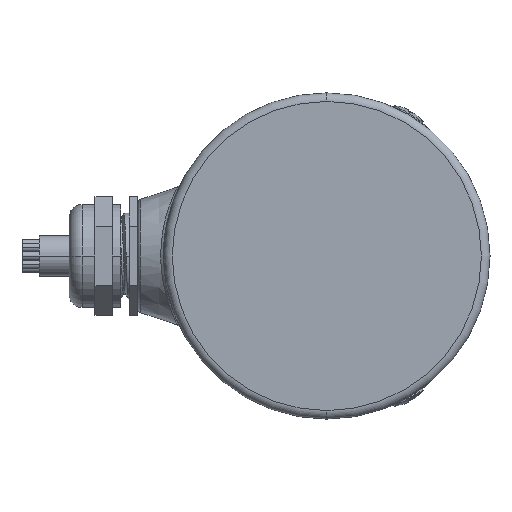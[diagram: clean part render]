
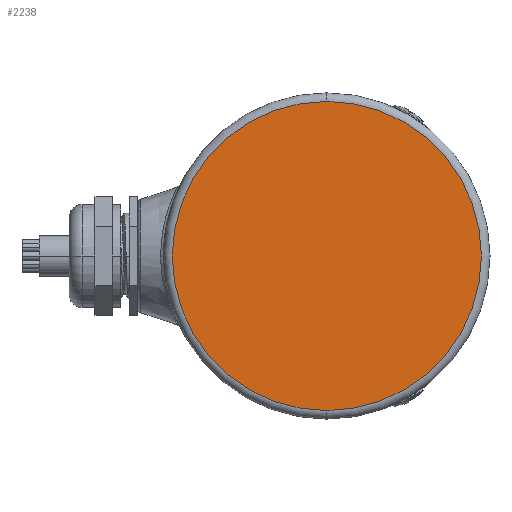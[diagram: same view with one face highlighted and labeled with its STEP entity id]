
A CAD part, left-side view. The second image highlights one B-rep face of the part: STEP entity #2238.
In plain terms, the highlighted planar face has unit normal (-1, 0, 0).
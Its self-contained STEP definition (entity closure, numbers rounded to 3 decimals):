
#564 = CARTESIAN_POINT ( 'NONE',  ( 0., 0., 0. ) ) ;
#2238 = ADVANCED_FACE ( 'NONE', ( #13347 ), #2549, .T. ) ;
#2432 = CARTESIAN_POINT ( 'NONE',  ( 0., 0., 0. ) ) ;
#2549 = PLANE ( 'NONE',  #10806 ) ;
#3142 = CIRCLE ( 'NONE', #8081, 18. ) ;
#4129 = ORIENTED_EDGE ( 'NONE', *, *, #13288, .T. ) ;
#4474 = ORIENTED_EDGE ( 'NONE', *, *, #6029, .T. ) ;
#4590 = VERTEX_POINT ( 'NONE', #9157 ) ;
#4755 = CARTESIAN_POINT ( 'NONE',  ( 0., 0., 0. ) ) ;
#5242 = DIRECTION ( 'NONE',  ( -1., 0., 0. ) ) ;
#6029 = EDGE_CURVE ( 'NONE', #13850, #4590, #3142, .T. ) ;
#8081 = AXIS2_PLACEMENT_3D ( 'NONE', #2432, #12346, #8925 ) ;
#8826 = EDGE_LOOP ( 'NONE', ( #4129, #4474 ) ) ;
#8925 = DIRECTION ( 'NONE',  ( 0., 0., 1. ) ) ;
#9008 = DIRECTION ( 'NONE',  ( 0., 0., 1. ) ) ;
#9157 = CARTESIAN_POINT ( 'NONE',  ( 0., 0., 18. ) ) ;
#9180 = AXIS2_PLACEMENT_3D ( 'NONE', #564, #5242, #9008 ) ;
#9397 = CARTESIAN_POINT ( 'NONE',  ( 0., 0., -18. ) ) ;
#10806 = AXIS2_PLACEMENT_3D ( 'NONE', #4755, #12320, #13613 ) ;
#12159 = CIRCLE ( 'NONE', #9180, 18. ) ;
#12320 = DIRECTION ( 'NONE',  ( -1., 0., 0. ) ) ;
#12346 = DIRECTION ( 'NONE',  ( -1., 0., 0. ) ) ;
#13288 = EDGE_CURVE ( 'NONE', #4590, #13850, #12159, .T. ) ;
#13347 = FACE_OUTER_BOUND ( 'NONE', #8826, .T. ) ;
#13613 = DIRECTION ( 'NONE',  ( 0., 0., 1. ) ) ;
#13850 = VERTEX_POINT ( 'NONE', #9397 ) ;
